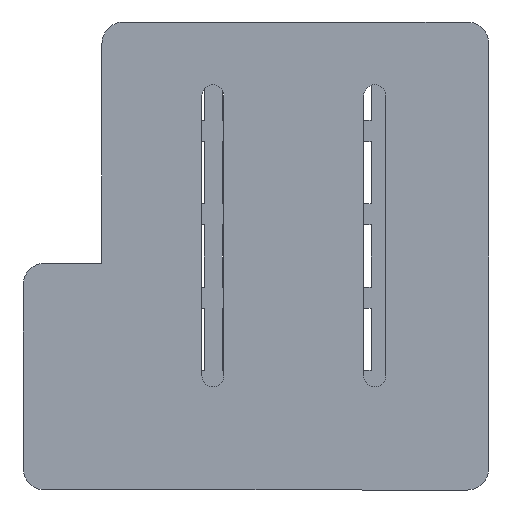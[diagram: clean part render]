
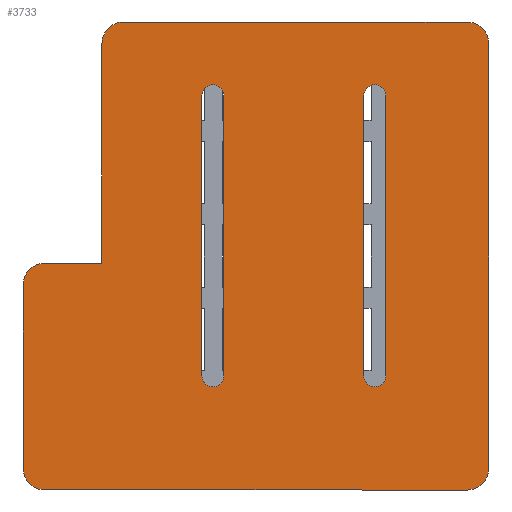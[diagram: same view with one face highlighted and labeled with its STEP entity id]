
A CAD part, front view. The second image highlights one B-rep face of the part: STEP entity #3733.
In plain terms, the highlighted planar face has unit normal (0, -1, 0).
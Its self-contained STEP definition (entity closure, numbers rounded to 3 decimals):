
#88=FACE_BOUND('',#671,.T.);
#89=FACE_BOUND('',#672,.T.);
#112=CIRCLE('',#3885,2.5);
#114=CIRCLE('',#3889,2.5);
#116=CIRCLE('',#3893,2.5);
#118=CIRCLE('',#3897,2.5);
#142=CIRCLE('',#3935,5.);
#143=CIRCLE('',#3938,5.);
#144=CIRCLE('',#3941,5.);
#145=CIRCLE('',#3945,5.);
#146=CIRCLE('',#3948,5.);
#427=FACE_OUTER_BOUND('',#670,.T.);
#670=EDGE_LOOP('',(#3393,#3394,#3395,#3396,#3397,#3398,#3399,#3400,#3401,
#3402,#3403));
#671=EDGE_LOOP('',(#3404,#3405,#3406,#3407));
#672=EDGE_LOOP('',(#3408,#3409,#3410,#3411));
#942=LINE('',#5652,#1360);
#947=LINE('',#5666,#1365);
#950=LINE('',#5676,#1368);
#955=LINE('',#5690,#1373);
#975=LINE('',#5781,#1393);
#978=LINE('',#5789,#1396);
#981=LINE('',#5797,#1399);
#983=LINE('',#5801,#1401);
#986=LINE('',#5809,#1404);
#988=LINE('',#5815,#1406);
#1360=VECTOR('',#4573,10.);
#1365=VECTOR('',#4586,10.);
#1368=VECTOR('',#4597,10.);
#1373=VECTOR('',#4610,10.);
#1393=VECTOR('',#4712,10.);
#1396=VECTOR('',#4721,10.);
#1399=VECTOR('',#4730,10.);
#1401=VECTOR('',#4734,10.);
#1404=VECTOR('',#4743,10.);
#1406=VECTOR('',#4751,10.);
#1703=VERTEX_POINT('',#5650);
#1704=VERTEX_POINT('',#5651);
#1707=VERTEX_POINT('',#5659);
#1709=VERTEX_POINT('',#5665);
#1711=VERTEX_POINT('',#5674);
#1712=VERTEX_POINT('',#5675);
#1715=VERTEX_POINT('',#5683);
#1717=VERTEX_POINT('',#5689);
#1745=VERTEX_POINT('',#5773);
#1746=VERTEX_POINT('',#5775);
#1747=VERTEX_POINT('',#5779);
#1748=VERTEX_POINT('',#5783);
#1749=VERTEX_POINT('',#5787);
#1750=VERTEX_POINT('',#5791);
#1751=VERTEX_POINT('',#5795);
#1752=VERTEX_POINT('',#5799);
#1753=VERTEX_POINT('',#5803);
#1754=VERTEX_POINT('',#5807);
#1755=VERTEX_POINT('',#5811);
#2143=EDGE_CURVE('',#1703,#1704,#942,.T.);
#2147=EDGE_CURVE('',#1704,#1707,#112,.T.);
#2150=EDGE_CURVE('',#1707,#1709,#947,.T.);
#2153=EDGE_CURVE('',#1709,#1703,#114,.T.);
#2155=EDGE_CURVE('',#1711,#1712,#950,.T.);
#2159=EDGE_CURVE('',#1712,#1715,#116,.T.);
#2162=EDGE_CURVE('',#1715,#1717,#955,.T.);
#2165=EDGE_CURVE('',#1717,#1711,#118,.T.);
#2205=EDGE_CURVE('',#1746,#1745,#142,.T.);
#2208=EDGE_CURVE('',#1745,#1747,#975,.T.);
#2210=EDGE_CURVE('',#1747,#1748,#143,.T.);
#2212=EDGE_CURVE('',#1748,#1749,#978,.T.);
#2214=EDGE_CURVE('',#1749,#1750,#144,.T.);
#2216=EDGE_CURVE('',#1750,#1751,#981,.T.);
#2218=EDGE_CURVE('',#1751,#1752,#983,.T.);
#2220=EDGE_CURVE('',#1752,#1753,#145,.T.);
#2222=EDGE_CURVE('',#1753,#1754,#986,.T.);
#2224=EDGE_CURVE('',#1754,#1755,#146,.T.);
#2225=EDGE_CURVE('',#1755,#1746,#988,.T.);
#3393=ORIENTED_EDGE('',*,*,#2216,.T.);
#3394=ORIENTED_EDGE('',*,*,#2218,.T.);
#3395=ORIENTED_EDGE('',*,*,#2220,.T.);
#3396=ORIENTED_EDGE('',*,*,#2222,.T.);
#3397=ORIENTED_EDGE('',*,*,#2224,.T.);
#3398=ORIENTED_EDGE('',*,*,#2225,.T.);
#3399=ORIENTED_EDGE('',*,*,#2205,.T.);
#3400=ORIENTED_EDGE('',*,*,#2208,.T.);
#3401=ORIENTED_EDGE('',*,*,#2210,.T.);
#3402=ORIENTED_EDGE('',*,*,#2212,.T.);
#3403=ORIENTED_EDGE('',*,*,#2214,.T.);
#3404=ORIENTED_EDGE('',*,*,#2143,.T.);
#3405=ORIENTED_EDGE('',*,*,#2147,.T.);
#3406=ORIENTED_EDGE('',*,*,#2150,.T.);
#3407=ORIENTED_EDGE('',*,*,#2153,.T.);
#3408=ORIENTED_EDGE('',*,*,#2155,.T.);
#3409=ORIENTED_EDGE('',*,*,#2159,.T.);
#3410=ORIENTED_EDGE('',*,*,#2162,.T.);
#3411=ORIENTED_EDGE('',*,*,#2165,.T.);
#3545=PLANE('',#4051);
#3733=ADVANCED_FACE('',(#427,#88,#89),#3545,.F.);
#3885=AXIS2_PLACEMENT_3D('',#5660,#4579,#4580);
#3889=AXIS2_PLACEMENT_3D('',#5671,#4591,#4592);
#3893=AXIS2_PLACEMENT_3D('',#5684,#4603,#4604);
#3897=AXIS2_PLACEMENT_3D('',#5695,#4615,#4616);
#3935=AXIS2_PLACEMENT_3D('',#5776,#4706,#4707);
#3938=AXIS2_PLACEMENT_3D('',#5785,#4716,#4717);
#3941=AXIS2_PLACEMENT_3D('',#5793,#4725,#4726);
#3945=AXIS2_PLACEMENT_3D('',#5805,#4738,#4739);
#3948=AXIS2_PLACEMENT_3D('',#5813,#4747,#4748);
#4051=AXIS2_PLACEMENT_3D('',#6115,#5056,#5057);
#4573=DIRECTION('',(0.,0.,1.));
#4579=DIRECTION('center_axis',(0.,1.,0.));
#4580=DIRECTION('ref_axis',(-1.,0.,0.));
#4586=DIRECTION('',(0.,0.,-1.));
#4591=DIRECTION('center_axis',(0.,1.,0.));
#4592=DIRECTION('ref_axis',(1.,0.,0.));
#4597=DIRECTION('',(0.,0.,1.));
#4603=DIRECTION('center_axis',(0.,1.,0.));
#4604=DIRECTION('ref_axis',(-1.,0.,0.));
#4610=DIRECTION('',(0.,0.,-1.));
#4615=DIRECTION('center_axis',(0.,1.,0.));
#4616=DIRECTION('ref_axis',(1.,0.,0.));
#4706=DIRECTION('center_axis',(0.,-1.,0.));
#4707=DIRECTION('ref_axis',(1.,0.,0.));
#4712=DIRECTION('',(0.,0.,1.));
#4716=DIRECTION('center_axis',(0.,-1.,0.));
#4717=DIRECTION('ref_axis',(0.,0.,1.));
#4721=DIRECTION('',(-1.,0.,0.));
#4725=DIRECTION('center_axis',(0.,-1.,0.));
#4726=DIRECTION('ref_axis',(-1.,0.,0.));
#4730=DIRECTION('',(0.,0.,-1.));
#4734=DIRECTION('',(-1.,0.,0.));
#4738=DIRECTION('center_axis',(0.,-1.,0.));
#4739=DIRECTION('ref_axis',(-1.,0.,0.));
#4743=DIRECTION('',(0.,0.,-1.));
#4747=DIRECTION('center_axis',(0.,-1.,0.));
#4748=DIRECTION('ref_axis',(0.,0.,-1.));
#4751=DIRECTION('',(1.,0.,0.));
#5056=DIRECTION('center_axis',(0.,1.,0.));
#5057=DIRECTION('ref_axis',(1.,0.,0.));
#5650=CARTESIAN_POINT('',(33.367,-17.,18.55));
#5651=CARTESIAN_POINT('',(33.367,-17.,82.61));
#5652=CARTESIAN_POINT('',(33.367,-17.,64.292));
#5659=CARTESIAN_POINT('',(38.367,-17.,82.61));
#5660=CARTESIAN_POINT('Origin',(35.867,-17.,82.61));
#5665=CARTESIAN_POINT('',(38.367,-17.,18.55));
#5666=CARTESIAN_POINT('',(38.367,-17.,32.262));
#5671=CARTESIAN_POINT('Origin',(35.867,-17.,18.55));
#5674=CARTESIAN_POINT('',(70.367,-17.,18.55));
#5675=CARTESIAN_POINT('',(70.367,-17.,82.61));
#5676=CARTESIAN_POINT('',(70.367,-17.,64.292));
#5683=CARTESIAN_POINT('',(75.367,-17.,82.61));
#5684=CARTESIAN_POINT('Origin',(72.867,-17.,82.61));
#5689=CARTESIAN_POINT('',(75.367,-17.,18.55));
#5690=CARTESIAN_POINT('',(75.367,-17.,32.262));
#5695=CARTESIAN_POINT('Origin',(72.867,-17.,18.55));
#5773=CARTESIAN_POINT('',(98.964,-17.,-2.524));
#5775=CARTESIAN_POINT('',(93.964,-17.,-7.524));
#5776=CARTESIAN_POINT('Origin',(93.964,-17.,-2.524));
#5779=CARTESIAN_POINT('',(98.964,-17.,94.472));
#5781=CARTESIAN_POINT('',(98.964,-17.,94.472));
#5783=CARTESIAN_POINT('',(93.964,-17.,99.472));
#5785=CARTESIAN_POINT('Origin',(93.964,-17.,94.472));
#5787=CARTESIAN_POINT('',(15.51,-17.,99.472));
#5789=CARTESIAN_POINT('',(15.51,-17.,99.472));
#5791=CARTESIAN_POINT('',(10.51,-17.,94.472));
#5793=CARTESIAN_POINT('Origin',(15.51,-17.,94.472));
#5795=CARTESIAN_POINT('',(10.51,-17.,44.354));
#5797=CARTESIAN_POINT('',(10.51,-17.,91.694));
#5799=CARTESIAN_POINT('',(-2.524,-17.,44.354));
#5801=CARTESIAN_POINT('',(-2.524,-17.,44.354));
#5803=CARTESIAN_POINT('',(-7.524,-17.,39.354));
#5805=CARTESIAN_POINT('Origin',(-2.524,-17.,39.354));
#5807=CARTESIAN_POINT('',(-7.524,-17.,-2.524));
#5809=CARTESIAN_POINT('',(-7.524,-17.,0.));
#5811=CARTESIAN_POINT('',(-2.524,-17.,-7.524));
#5813=CARTESIAN_POINT('Origin',(-2.524,-17.,-2.524));
#5815=CARTESIAN_POINT('',(91.186,-17.,-7.524));
#6115=CARTESIAN_POINT('Origin',(45.72,-17.,45.974));
